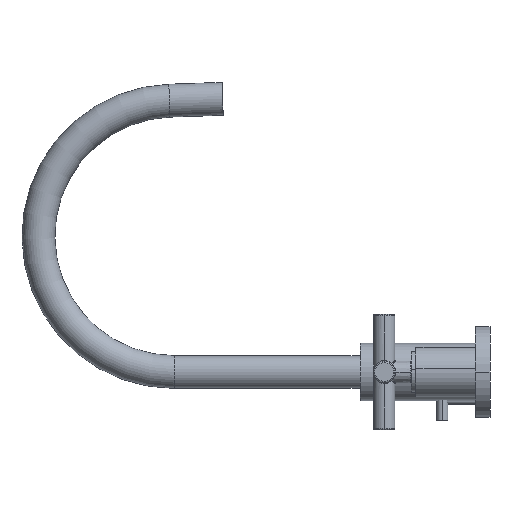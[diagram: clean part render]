
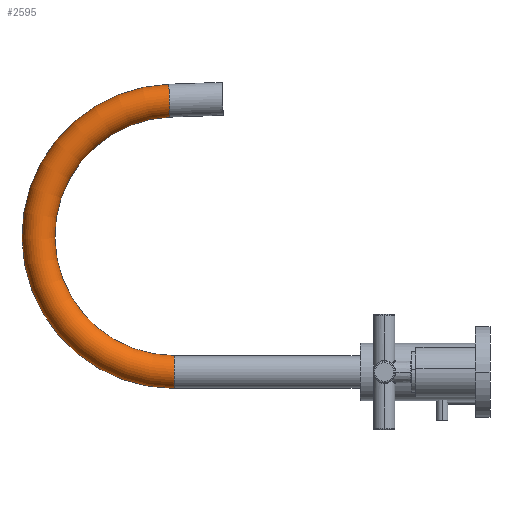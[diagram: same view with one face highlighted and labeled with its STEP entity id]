
A CAD part, left-side view. The second image highlights one B-rep face of the part: STEP entity #2595.
In plain terms, the highlighted toroidal (fillet/blend) face has major radius 82.5 mm and minor radius 10 mm.
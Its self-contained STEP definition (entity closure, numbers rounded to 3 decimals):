
#89 = CIRCLE ( 'NONE', #2720, 10. ) ;
#178 = DIRECTION ( 'NONE',  ( 1., 0., 0. ) ) ;
#233 = CIRCLE ( 'NONE', #617, 10. ) ;
#298 = CIRCLE ( 'NONE', #1719, 92.5 ) ;
#305 = AXIS2_PLACEMENT_3D ( 'NONE', #1890, #465, #2338 ) ;
#356 = CARTESIAN_POINT ( 'NONE',  ( 0., 113., 0. ) ) ;
#390 = EDGE_CURVE ( 'NONE', #1631, #1857, #298, .T. ) ;
#465 = DIRECTION ( 'NONE',  ( 1., 0., 0. ) ) ;
#587 = CARTESIAN_POINT ( 'NONE',  ( 0., 115.53, 154.956 ) ) ;
#608 = DIRECTION ( 'NONE',  ( 0., 0., 1. ) ) ;
#617 = AXIS2_PLACEMENT_3D ( 'NONE', #356, #1117, #608 ) ;
#716 = DIRECTION ( 'NONE',  ( 0., -0.999, 0.035 ) ) ;
#919 = DIRECTION ( 'NONE',  ( 0., -0.035, -0.999 ) ) ;
#933 = FACE_OUTER_BOUND ( 'NONE', #2016, .T. ) ;
#1115 = DIRECTION ( 'NONE',  ( 0., 0., -1. ) ) ;
#1117 = DIRECTION ( 'NONE',  ( 0., 1., 0. ) ) ;
#1275 = CIRCLE ( 'NONE', #1768, 72.5 ) ;
#1288 = VERTEX_POINT ( 'NONE', #2802 ) ;
#1414 = EDGE_CURVE ( 'NONE', #1631, #1288, #233, .T. ) ;
#1478 = CARTESIAN_POINT ( 'NONE',  ( 0., 113., -10. ) ) ;
#1556 = DIRECTION ( 'NONE',  ( 0., 0., -1. ) ) ;
#1631 = VERTEX_POINT ( 'NONE', #1478 ) ;
#1719 = AXIS2_PLACEMENT_3D ( 'NONE', #2205, #2686, #1556 ) ;
#1731 = TOROIDAL_SURFACE ( 'NONE', #305, 82.5, 10. ) ;
#1768 = AXIS2_PLACEMENT_3D ( 'NONE', #2035, #178, #1115 ) ;
#1811 = VERTEX_POINT ( 'NONE', #587 ) ;
#1857 = VERTEX_POINT ( 'NONE', #2395 ) ;
#1890 = CARTESIAN_POINT ( 'NONE',  ( 0., 113., 82.5 ) ) ;
#2016 = EDGE_LOOP ( 'NONE', ( #2637, #2574, #2432, #2525 ) ) ;
#2035 = CARTESIAN_POINT ( 'NONE',  ( 0., 113., 82.5 ) ) ;
#2045 = EDGE_CURVE ( 'NONE', #1857, #1811, #89, .T. ) ;
#2205 = CARTESIAN_POINT ( 'NONE',  ( 0., 113., 82.5 ) ) ;
#2338 = DIRECTION ( 'NONE',  ( 0., 0., -1. ) ) ;
#2395 = CARTESIAN_POINT ( 'NONE',  ( 0., 116.228, 174.944 ) ) ;
#2432 = ORIENTED_EDGE ( 'NONE', *, *, #2895, .T. ) ;
#2525 = ORIENTED_EDGE ( 'NONE', *, *, #2045, .F. ) ;
#2574 = ORIENTED_EDGE ( 'NONE', *, *, #1414, .T. ) ;
#2595 = ADVANCED_FACE ( 'NONE', ( #933 ), #1731, .T. ) ;
#2637 = ORIENTED_EDGE ( 'NONE', *, *, #390, .F. ) ;
#2686 = DIRECTION ( 'NONE',  ( 1., 0., 0. ) ) ;
#2720 = AXIS2_PLACEMENT_3D ( 'NONE', #2790, #716, #919 ) ;
#2790 = CARTESIAN_POINT ( 'NONE',  ( 0., 115.879, 164.95 ) ) ;
#2802 = CARTESIAN_POINT ( 'NONE',  ( 0., 113., 10. ) ) ;
#2895 = EDGE_CURVE ( 'NONE', #1288, #1811, #1275, .T. ) ;
